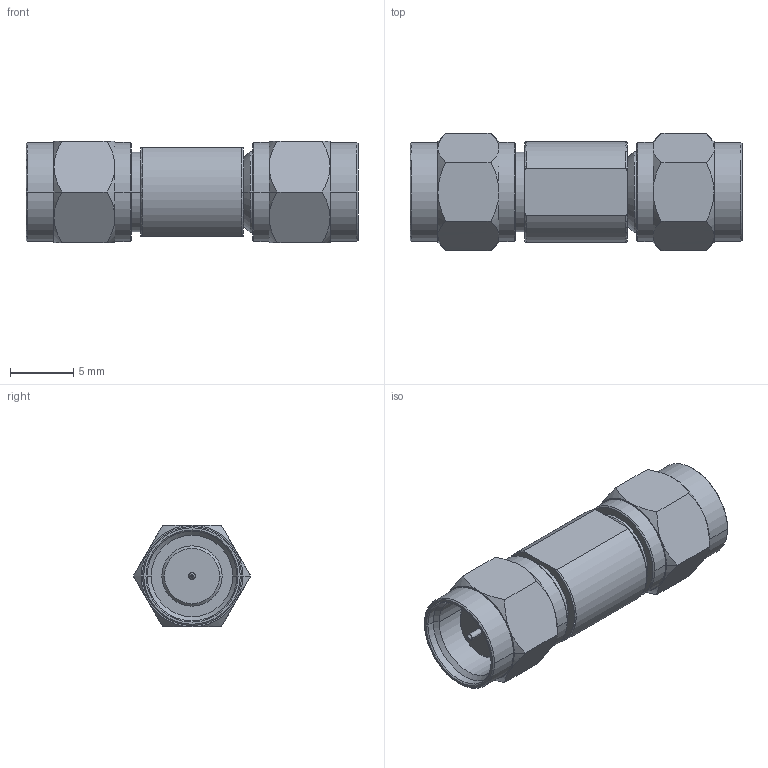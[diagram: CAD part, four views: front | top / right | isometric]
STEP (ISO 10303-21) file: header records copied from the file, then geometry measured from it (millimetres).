
FILE_DESCRIPTION (( 'STEP AP214' ), '1' );
FILE_NAME ('FMAD1605_3D.step', '2023-03-14T01:53:48', ( '' ), ( '' ), 'SwSTEP 2.0', 'SolidWorks 2022', '' );
FILE_SCHEMA (( 'AUTOMOTIVE_DESIGN' ));
Length unit declared in the file: inch
Products named in the file (3): FMAD1605_3D; ADS-24-3-24-3-LC-LEFT^FMAD1605; ADS-24-3-24-3-RIGHT^FMAD1605
Assembly tree (2 placements, depth 2):
  FMAD1605_3D
    ADS-24-3-24-3-LC-LEFT^FMAD1605
    ADS-24-3-24-3-RIGHT^FMAD1605
Bounding box: 26.15 x 9.24 x 8 mm (x, y, z)
Volume: 1114.9 mm3; surface area: 1312.3 mm2
Topology: 2 solids, 2 shells, 151 faces, 324 edges, 190 vertices
Faces by surface type: cone 73, cylinder 41, plane 31, torus 6
Entity records: 4630 total; most frequent: CARTESIAN_POINT 1234, DIRECTION 740, ORIENTED_EDGE 648, EDGE_CURVE 324, AXIS2_PLACEMENT_3D 316, VERTEX_POINT 190, EDGE_LOOP 164, CIRCLE 160
